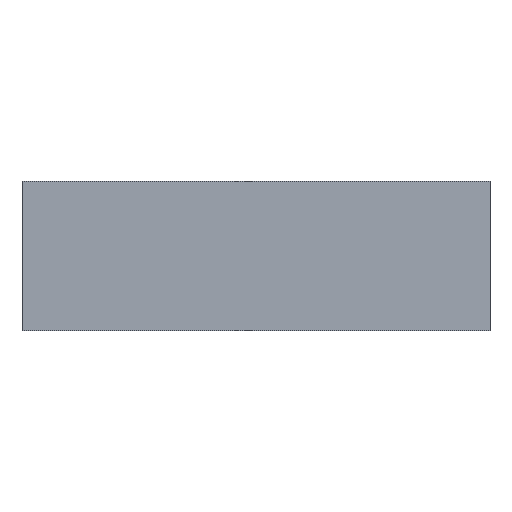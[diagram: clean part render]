
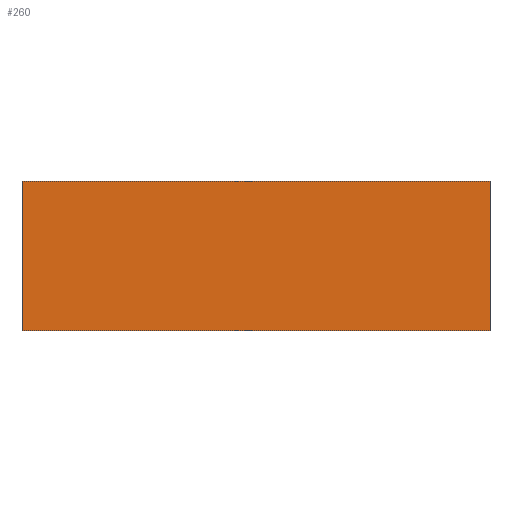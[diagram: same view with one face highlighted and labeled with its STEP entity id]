
A CAD part, top view. The second image highlights one B-rep face of the part: STEP entity #260.
In plain terms, the highlighted planar face has unit normal (0, 0, 1).
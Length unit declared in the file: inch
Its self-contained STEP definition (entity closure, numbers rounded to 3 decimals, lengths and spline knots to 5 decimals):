
#145=DIRECTION('',(0.,-1.,0.));
#146=VECTOR('',#145,0.8);
#147=CARTESIAN_POINT('',(-1.25,0.8,0.012));
#148=LINE('',#147,#146);
#149=DIRECTION('',(-1.,0.,0.));
#150=VECTOR('',#149,2.5);
#151=CARTESIAN_POINT('',(1.25,0.8,0.012));
#152=LINE('',#151,#150);
#153=DIRECTION('',(0.,1.,0.));
#154=VECTOR('',#153,0.8);
#155=CARTESIAN_POINT('',(1.25,0.,0.012));
#156=LINE('',#155,#154);
#157=DIRECTION('',(1.,0.,0.));
#158=VECTOR('',#157,2.5);
#159=CARTESIAN_POINT('',(-1.25,0.,0.012));
#160=LINE('',#159,#158);
#169=CARTESIAN_POINT('',(-1.25,0.8,0.012));
#170=CARTESIAN_POINT('',(-1.25,0.,0.012));
#171=VERTEX_POINT('',#169);
#172=VERTEX_POINT('',#170);
#173=CARTESIAN_POINT('',(1.25,0.,0.012));
#174=VERTEX_POINT('',#173);
#175=CARTESIAN_POINT('',(1.25,0.8,0.012));
#176=VERTEX_POINT('',#175);
#249=CARTESIAN_POINT('',(0.,0.,0.012));
#250=DIRECTION('',(0.,0.,1.));
#251=DIRECTION('',(1.,0.,0.));
#252=AXIS2_PLACEMENT_3D('',#249,#250,#251);
#253=PLANE('',#252);
#254=ORIENTED_EDGE('',*,*,#201,.F.);
#255=ORIENTED_EDGE('',*,*,#216,.F.);
#256=ORIENTED_EDGE('',*,*,#230,.F.);
#257=ORIENTED_EDGE('',*,*,#243,.F.);
#258=EDGE_LOOP('',(#254,#255,#256,#257));
#259=FACE_OUTER_BOUND('',#258,.F.);
#201=EDGE_CURVE('',#171,#172,#148,.T.);
#216=EDGE_CURVE('',#176,#171,#152,.T.);
#230=EDGE_CURVE('',#174,#176,#156,.T.);
#243=EDGE_CURVE('',#172,#174,#160,.T.);
#260=ADVANCED_FACE('',(#259),#253,.T.);
